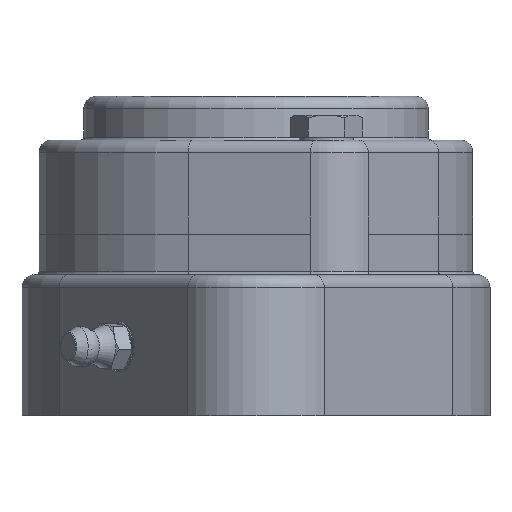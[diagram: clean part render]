
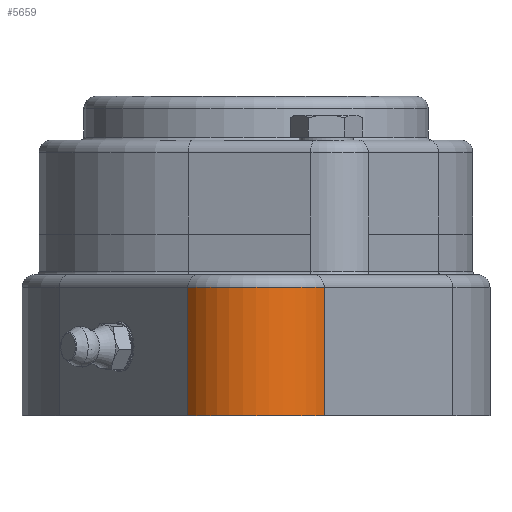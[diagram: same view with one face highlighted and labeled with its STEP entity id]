
A CAD part, left-side view. The second image highlights one B-rep face of the part: STEP entity #5659.
In plain terms, the highlighted cylindrical face has radius 13 mm (diameter 26 mm), a partial arc.
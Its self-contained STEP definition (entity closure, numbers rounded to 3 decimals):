
#627=LINE($,#9915,#868);
#670=LINE($,#10146,#911);
#868=VECTOR($,#7516,20.5);
#911=VECTOR($,#7689,20.5);
#1386=CYLINDRICAL_SURFACE($,#6290,13.);
#1634=FACE_OUTER_BOUND($,#2111,.T.);
#2111=EDGE_LOOP($,(#4883,#4884,#4885,#4886));
#2493=CIRCLE($,#6216,13.);
#2536=CIRCLE($,#6291,13.);
#2946=VERTEX_POINT($,#9891);
#2947=VERTEX_POINT($,#9893);
#2953=VERTEX_POINT($,#9913);
#3017=VERTEX_POINT($,#10144);
#3561=EDGE_CURVE($,#2947,#2946,#2493,.T.);
#3572=EDGE_CURVE($,#2953,#2946,#627,.T.);
#3660=EDGE_CURVE($,#3017,#2947,#670,.T.);
#3662=EDGE_CURVE($,#3017,#2953,#2536,.T.);
#4883=ORIENTED_EDGE($,*,*,#3662,.F.);
#4884=ORIENTED_EDGE($,*,*,#3660,.T.);
#4885=ORIENTED_EDGE($,*,*,#3561,.T.);
#4886=ORIENTED_EDGE($,*,*,#3572,.F.);
#5659=ADVANCED_FACE($,(#1634),#1386,.T.);
#6216=AXIS2_PLACEMENT_3D($,#9894,#7493,#7494);
#6290=AXIS2_PLACEMENT_3D($,#10149,#7692,#7693);
#6291=AXIS2_PLACEMENT_3D($,#10150,#7694,#7695);
#7493=DIRECTION('center_axis',(0.,0.,1.));
#7494=DIRECTION('ref_axis',(-0.544,0.839,0.));
#7516=DIRECTION($,(0.,0.,-1.));
#7689=DIRECTION($,(0.,0.,-1.));
#7692=DIRECTION('center_axis',(0.,0.,-1.));
#7693=DIRECTION('ref_axis',(-0.544,0.839,0.));
#7694=DIRECTION('center_axis',(0.,0.,1.));
#7695=DIRECTION('ref_axis',(-1.,0.,0.));
#9891=CARTESIAN_POINT('',(-52.078,-10.904,-22.5));
#9893=CARTESIAN_POINT('',(-52.078,10.904,-22.5));
#9894=CARTESIAN_POINT('Origin',(-45.,0.,-22.5));
#9913=CARTESIAN_POINT('',(-52.078,-10.904,-2.));
#9915=CARTESIAN_POINT($,(-52.078,-10.904,0.));
#10144=CARTESIAN_POINT('',(-52.078,10.904,-2.));
#10146=CARTESIAN_POINT($,(-52.078,10.904,0.));
#10149=CARTESIAN_POINT('Origin',(-45.,0.,0.));
#10150=CARTESIAN_POINT('Origin',(-45.,0.,-2.));
